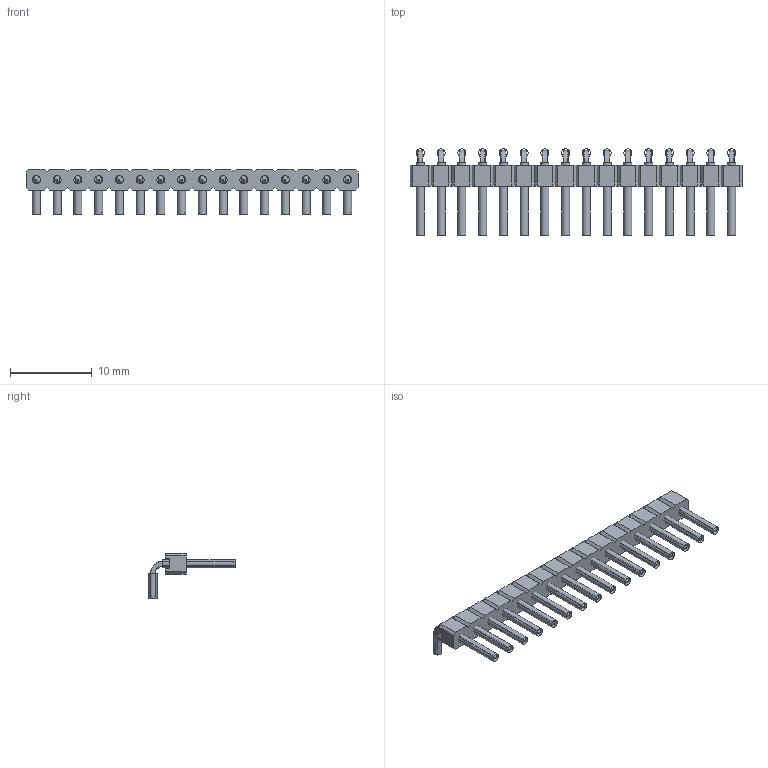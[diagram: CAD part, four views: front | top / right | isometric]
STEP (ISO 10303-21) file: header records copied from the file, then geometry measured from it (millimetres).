
FILE_DESCRIPTION(/* description */ ('-'),/* implementation_level */ '2;1');
FILE_NAME(/* name */ 'Stiftleiste, RM 2,54 mm - 6-3 mm, gewinkelt 90° stehend - 1 x 16 - schwarz',/* time_stamp */ '2022-04-28T23:27:36+02:00',/* author */ ('c.wilms'),/* organization */ ('-'),/* preprocessor_version */ 'ST-DEVELOPER v16.7',/* originating_system */ 'Solid Edge',/* authorisation */ 'Unknown');
FILE_SCHEMA (('AP242_MANAGED_MODEL_BASED_3D_ENGINEERING_MIM_LF { 1 0 10303 442 1 1 4 }','AUTOMOTIVE_DESIGN {1 0 10303 214 3 1 1}'));
Length unit declared in the file: millimetre
Products named in the file (3): Stiftleiste, RM 2,54 mm - 6-3 mm, gewinkelt 90° stehend - 1 x 16 - sc
hwarz; Stiftleiste, RM 2,54 mm - Träger - 1 x 16 - schwarz; Stiftleiste, RM 2,54 mm - Stift, Reihe 1 -  6-3 mm, gewinkelt 90° ste
hend
Assembly tree (17 placements, depth 2):
  Stiftleiste, RM 2,54 mm - 6-3 mm, gewinkelt 90° stehend - 1 x 16 - sc
hwarz
    Stiftleiste, RM 2,54 mm - Träger - 1 x 16 - schwarz
    Stiftleiste, RM 2,54 mm - Stift, Reihe 1 -  6-3 mm, gewinkelt 90° ste
hend  x16
Bounding box: 40.64 x 10.56 x 5.54 mm (x, y, z)
Volume: 303.2 mm3; surface area: 1689.7 mm2
Topology: 17 solids, 49 shells, 744 faces, 2002 edges, 1292 vertices
Faces by surface type: plane 424, cylinder 256, torus 64
Full cylindrical faces by diameter (mm): 1 x32
Entity records: 8983 total; most frequent: CARTESIAN_POINT 1564, ORIENTED_EDGE 1536, DIRECTION 1498, EDGE_CURVE 770, LINE 606, VECTOR 606, VERTEX_POINT 512, AXIS2_PLACEMENT_3D 446
